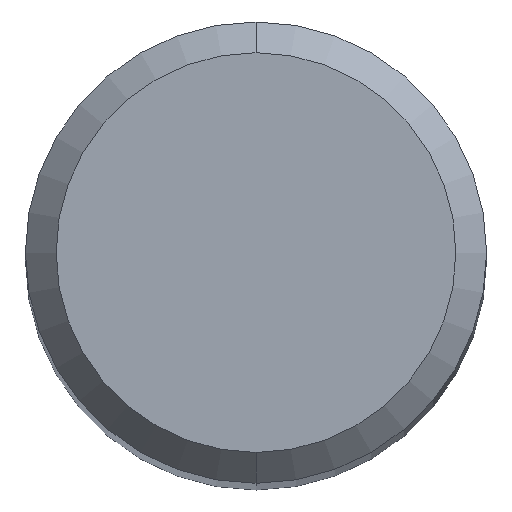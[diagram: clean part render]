
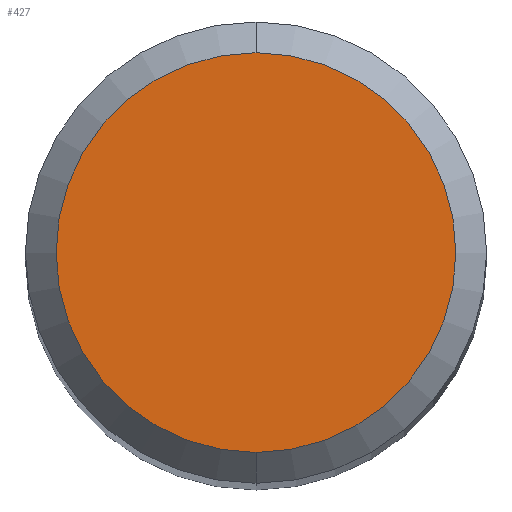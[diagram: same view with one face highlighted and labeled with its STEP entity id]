
A CAD part, top view. The second image highlights one B-rep face of the part: STEP entity #427.
In plain terms, the highlighted planar face has unit normal (0, 0, 1).
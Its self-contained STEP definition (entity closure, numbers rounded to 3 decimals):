
#243=EDGE_CURVE('',#355,#437,#560,.T.);
#355=VERTEX_POINT('',#683);
#369=EDGE_CURVE('',#437,#355,#697,.T.);
#427=ADVANCED_FACE('',(#760),#761,.T.);
#437=VERTEX_POINT('',#771);
#560=CIRCLE('',#962,2.6);
#683=CARTESIAN_POINT('',(0.,-2.6,0.0));
#697=CIRCLE('',#1245,2.6);
#760=FACE_OUTER_BOUND('',#1338,.T.);
#761=PLANE('',#1339);
#771=CARTESIAN_POINT('',(0.0,2.6,0.0));
#962=AXIS2_PLACEMENT_3D('',#1563,#1564,#1565);
#1245=AXIS2_PLACEMENT_3D('',#1682,#1683,#1684);
#1338=EDGE_LOOP('',(#1750,#1751));
#1339=AXIS2_PLACEMENT_3D('',#1752,#1753,#1754);
#1563=CARTESIAN_POINT('',(0.0,0.0,0.0));
#1564=DIRECTION('',(0.0,0.0,-1.0));
#1565=DIRECTION('',(0.0,1.0,0.0));
#1682=CARTESIAN_POINT('',(0.0,0.0,0.0));
#1683=DIRECTION('',(0.0,0.0,-1.0));
#1684=DIRECTION('',(0.0,1.0,0.0));
#1750=ORIENTED_EDGE('',*,*,#369,.F.);
#1751=ORIENTED_EDGE('',*,*,#243,.F.);
#1752=CARTESIAN_POINT('',(0.0,1.3,0.0));
#1753=DIRECTION('',(-0.0,0.0,1.0));
#1754=DIRECTION('',(0.0,-1.0,0.0));
